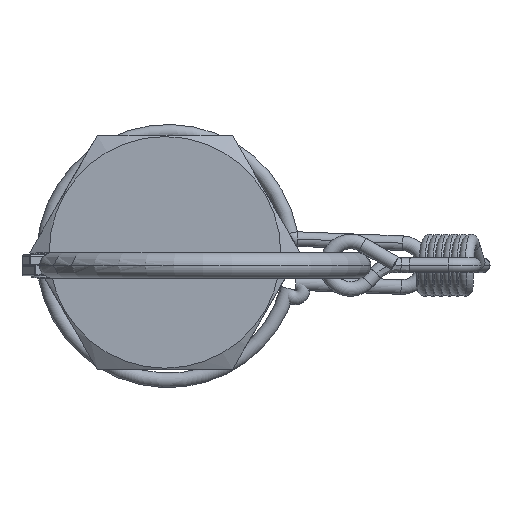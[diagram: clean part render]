
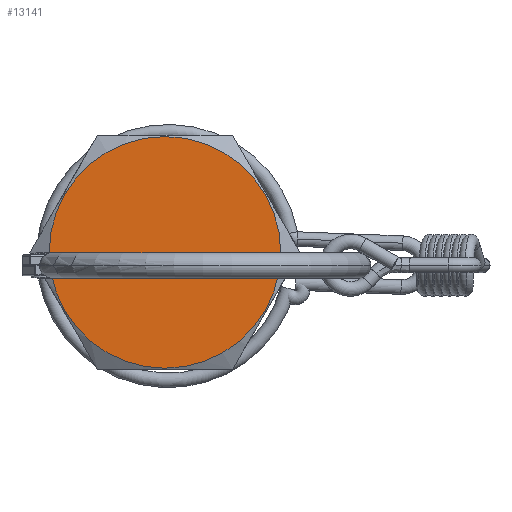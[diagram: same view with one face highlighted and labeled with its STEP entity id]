
A CAD part, left-side view. The second image highlights one B-rep face of the part: STEP entity #13141.
In plain terms, the highlighted planar face has unit normal (-1, 0, 0).
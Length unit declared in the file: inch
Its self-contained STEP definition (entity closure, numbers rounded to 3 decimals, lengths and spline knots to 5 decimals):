
#1518 = AXIS2_PLACEMENT_3D ( 'NONE', #10800, #11951, #7059 ) ;
#1692 = VERTEX_POINT ( 'NONE', #13729 ) ;
#1918 = ORIENTED_EDGE ( 'NONE', *, *, #14782, .T. ) ;
#2951 = DIRECTION ( 'NONE',  ( 0., 0., 1. ) ) ;
#3808 = AXIS2_PLACEMENT_3D ( 'NONE', #6111, #7364, #16029 ) ;
#5357 = VERTEX_POINT ( 'NONE', #15941 ) ;
#5473 = CIRCLE ( 'NONE', #1518, 0.495 ) ;
#5949 = EDGE_LOOP ( 'NONE', ( #1918, #10552 ) ) ;
#6111 = CARTESIAN_POINT ( 'NONE',  ( 0., 0., 0. ) ) ;
#6626 = DIRECTION ( 'NONE',  ( -1., 0., 0. ) ) ;
#7059 = DIRECTION ( 'NONE',  ( 0., 0., 1. ) ) ;
#7364 = DIRECTION ( 'NONE',  ( 1., 0., 0. ) ) ;
#8536 = PLANE ( 'NONE',  #3808 ) ;
#8934 = CARTESIAN_POINT ( 'NONE',  ( 0., 0., 0. ) ) ;
#10335 = EDGE_CURVE ( 'NONE', #5357, #1692, #5473, .T. ) ;
#10552 = ORIENTED_EDGE ( 'NONE', *, *, #10335, .T. ) ;
#10800 = CARTESIAN_POINT ( 'NONE',  ( 0., 0., 0. ) ) ;
#11951 = DIRECTION ( 'NONE',  ( -1., 0., 0. ) ) ;
#12175 = FACE_OUTER_BOUND ( 'NONE', #5949, .T. ) ;
#12374 = AXIS2_PLACEMENT_3D ( 'NONE', #8934, #6626, #2951 ) ;
#13141 = ADVANCED_FACE ( 'NONE', ( #12175 ), #8536, .F. ) ;
#13694 = CIRCLE ( 'NONE', #12374, 0.495 ) ;
#13729 = CARTESIAN_POINT ( 'NONE',  ( 0., 0., -0.495 ) ) ;
#14782 = EDGE_CURVE ( 'NONE', #1692, #5357, #13694, .T. ) ;
#15941 = CARTESIAN_POINT ( 'NONE',  ( 0., 0., 0.495 ) ) ;
#16029 = DIRECTION ( 'NONE',  ( 0., 0., -1. ) ) ;
